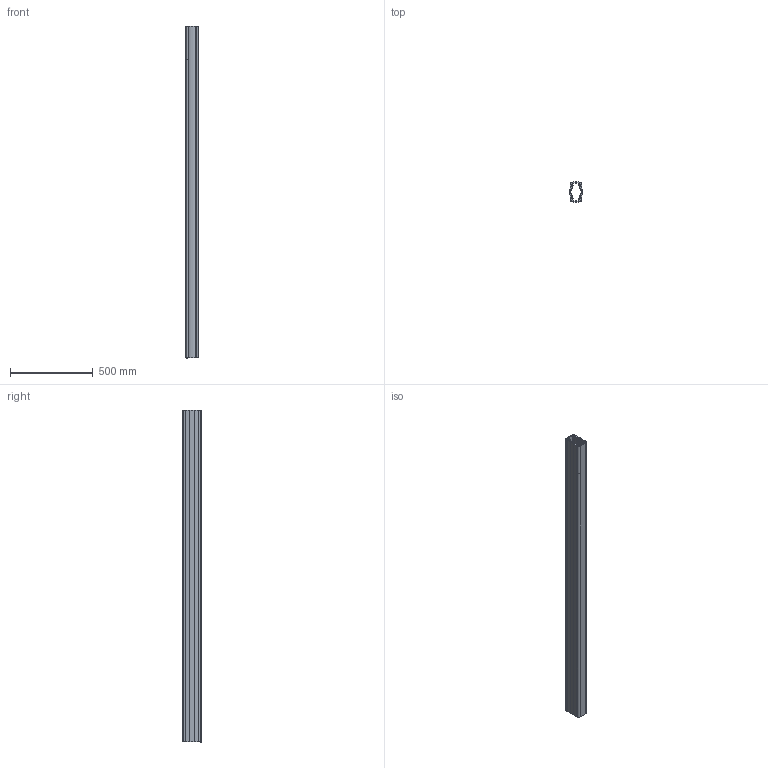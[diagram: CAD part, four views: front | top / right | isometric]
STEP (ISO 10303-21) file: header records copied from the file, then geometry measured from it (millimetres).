
FILE_DESCRIPTION (( 'STEP AP203' ), '1' );
FILE_NAME ('TK120.200.STEP', '2016-05-06T07:47:21', ( '' ), ( '' ), 'SwSTEP 2.0', 'SolidWorks 2013', '' );
FILE_SCHEMA (( 'CONFIG_CONTROL_DESIGN' ));
Length unit declared in the file: millimetre
Products named in the file (1): TK120.200
Bounding box: 74.98 x 119.7 x 2000 mm (x, y, z)
Volume: 5712625.7 mm3; surface area: 1576351.6 mm2
Topology: 1 solids, 1 shells, 111 faces, 327 edges, 218 vertices
Faces by surface type: cylinder 92, plane 17, bspline 2
Entity records: 3976 total; most frequent: CARTESIAN_POINT 747, DIRECTION 728, ORIENTED_EDGE 654, EDGE_CURVE 327, AXIS2_PLACEMENT_3D 294, VERTEX_POINT 218, CIRCLE 184, LINE 140
